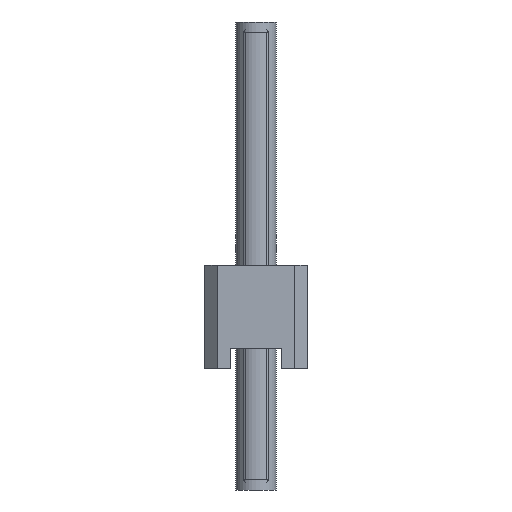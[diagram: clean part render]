
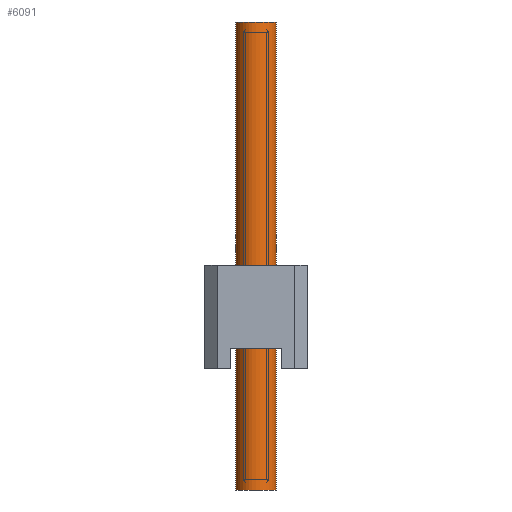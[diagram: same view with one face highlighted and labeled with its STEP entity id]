
A CAD part, left-side view. The second image highlights one B-rep face of the part: STEP entity #6091.
In plain terms, the highlighted cylindrical face has radius 0.5 mm (diameter 1 mm), a full revolution.
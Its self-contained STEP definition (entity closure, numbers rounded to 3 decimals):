
#3454=ORIENTED_EDGE('',*,*,#4320,.F.);
#3455=ORIENTED_EDGE('',*,*,#4321,.T.);
#4320=EDGE_CURVE('',#4898,#4898,#5052,.T.);
#4321=EDGE_CURVE('',#4899,#4899,#5053,.T.);
#4898=VERTEX_POINT('',#10010);
#4899=VERTEX_POINT('',#10012);
#5052=CIRCLE('',#6589,0.5);
#5053=CIRCLE('',#6590,0.5);
#5384=EDGE_LOOP('',(#3454));
#5385=EDGE_LOOP('',(#3455));
#5716=FACE_BOUND('',#5384,.T.);
#5717=FACE_BOUND('',#5385,.T.);
#5798=CYLINDRICAL_SURFACE('',#6588,0.5);
#6091=ADVANCED_FACE('',(#5716,#5717),#5798,.F.);
#6588=AXIS2_PLACEMENT_3D('',#10008,#8230,#8231);
#6589=AXIS2_PLACEMENT_3D('',#10009,#8232,#8233);
#6590=AXIS2_PLACEMENT_3D('',#10011,#8234,#8235);
#8230=DIRECTION('',(0.,0.,1.));
#8231=DIRECTION('',(1.,0.,0.));
#8232=DIRECTION('',(0.,0.,-1.));
#8233=DIRECTION('',(1.,0.,0.));
#8234=DIRECTION('',(0.,0.,-1.));
#8235=DIRECTION('',(1.,0.,0.));
#10008=CARTESIAN_POINT('',(0.,0.,0.));
#10009=CARTESIAN_POINT('',(0.,0.,11.54));
#10010=CARTESIAN_POINT('',(0.5,0.,11.54));
#10011=CARTESIAN_POINT('',(0.,0.,0.));
#10012=CARTESIAN_POINT('',(0.5,0.,0.));
